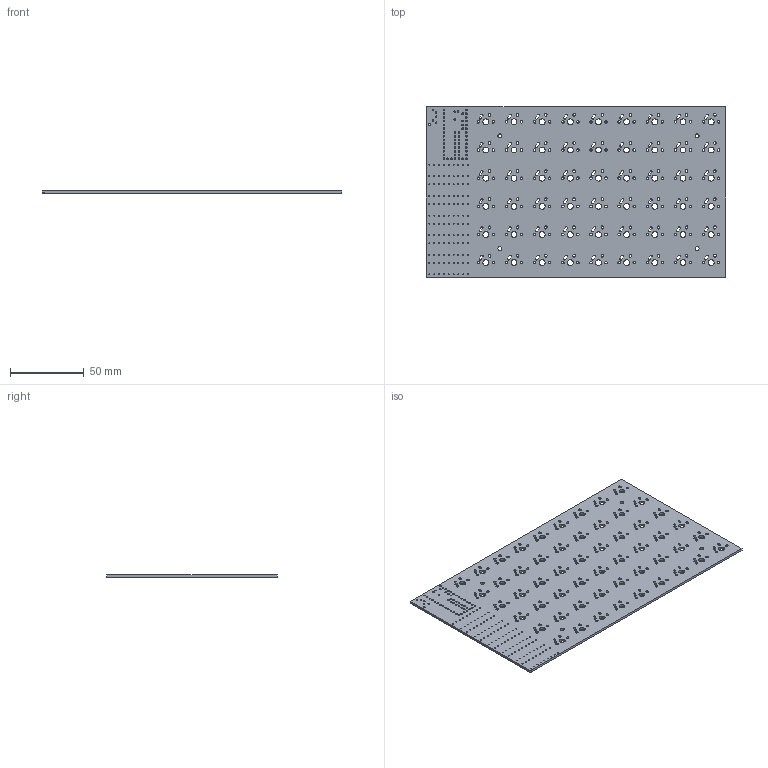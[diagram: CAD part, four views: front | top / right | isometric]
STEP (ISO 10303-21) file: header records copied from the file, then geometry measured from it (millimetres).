
FILE_DESCRIPTION(('KiCad electronic assembly'),'2;1');
FILE_NAME('Right Keyboard.step','2021-04-24T14:16:58',('An Author'),( 'A Company'),'Open CASCADE STEP processor 6.9', 'KiCad to STEP converter','Unknown');
FILE_SCHEMA(('AUTOMOTIVE_DESIGN { 1 0 10303 214 1 1 1 1 }'));
Length unit declared in the file: millimetre
Products named in the file (2): Open CASCADE STEP translator 6.9 1; COMPOUND
Assembly tree (1 placements, depth 2):
  Open CASCADE STEP translator 6.9 1
    COMPOUND
Bounding box: 202.5 x 115 x 1.6 mm (x, y, z)
Volume: 34922.5 mm3; surface area: 48742.8 mm2
Topology: 1 solids, 1 shells, 787 faces, 2355 edges, 1570 vertices
Faces by surface type: cylinder 554, plane 233
Full cylindrical faces by diameter (mm): 0.7 x108, 0.8 x2, 1.1 x54, 1.702 x108, 2.7 x4, 3.988 x54
Entity records: 59467 total; most frequent: DIRECTION 9751, CARTESIAN_POINT 9424, LINE 4849, VECTOR 4849, ORIENTED_EDGE 4710, PCURVE 4710, DEFINITIONAL_REPRESENTATION 4710, EDGE_CURVE 2355
